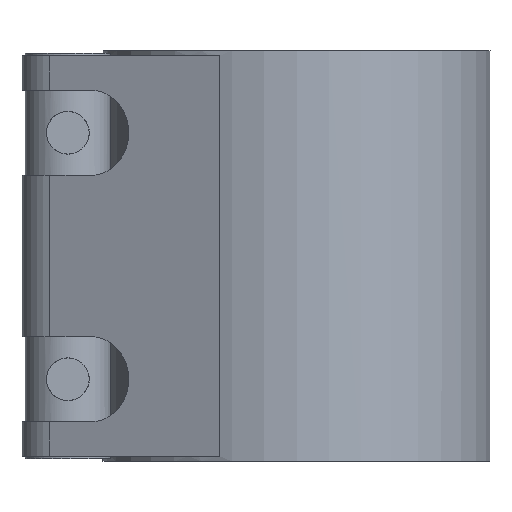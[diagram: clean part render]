
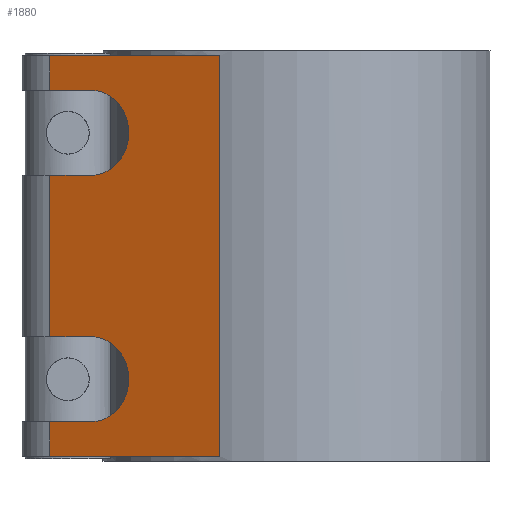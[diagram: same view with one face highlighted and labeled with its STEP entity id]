
A CAD part, left-side view. The second image highlights one B-rep face of the part: STEP entity #1880.
In plain terms, the highlighted planar face has unit normal (-0.917, 0.398, 0).
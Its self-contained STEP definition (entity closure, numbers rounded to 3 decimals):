
#69=PLANE('',#2076);
#150=FACE_OUTER_BOUND('',#258,.T.);
#258=EDGE_LOOP('',(#1586,#1587,#1588,#1589,#1590,#1591,#1592,#1593,#1594,
#1595,#1596,#1597,#1598,#1599,#1600,#1601));
#390=CIRCLE('',#2058,7.75);
#393=CIRCLE('',#2063,7.75);
#396=CIRCLE('',#2068,7.75);
#398=CIRCLE('',#2072,7.75);
#507=LINE('',#3326,#667);
#515=LINE('',#3358,#675);
#520=LINE('',#3373,#680);
#523=LINE('',#3384,#683);
#527=LINE('',#3396,#687);
#529=LINE('',#3400,#689);
#532=LINE('',#3406,#692);
#533=LINE('',#3407,#693);
#534=LINE('',#3409,#694);
#535=LINE('',#3411,#695);
#536=LINE('',#3412,#696);
#537=LINE('',#3413,#697);
#667=VECTOR('',#2450,10.);
#675=VECTOR('',#2484,10.);
#680=VECTOR('',#2499,10.);
#683=VECTOR('',#2510,10.);
#687=VECTOR('',#2522,10.);
#689=VECTOR('',#2526,10.);
#692=VECTOR('',#2533,10.);
#693=VECTOR('',#2534,10.);
#694=VECTOR('',#2535,10.);
#695=VECTOR('',#2536,10.);
#696=VECTOR('',#2537,10.);
#697=VECTOR('',#2538,10.);
#875=VERTEX_POINT('',#3323);
#876=VERTEX_POINT('',#3325);
#885=VERTEX_POINT('',#3348);
#886=VERTEX_POINT('',#3350);
#887=VERTEX_POINT('',#3356);
#890=VERTEX_POINT('',#3363);
#891=VERTEX_POINT('',#3365);
#892=VERTEX_POINT('',#3371);
#895=VERTEX_POINT('',#3378);
#896=VERTEX_POINT('',#3380);
#899=VERTEX_POINT('',#3390);
#900=VERTEX_POINT('',#3392);
#901=VERTEX_POINT('',#3399);
#902=VERTEX_POINT('',#3405);
#903=VERTEX_POINT('',#3408);
#904=VERTEX_POINT('',#3410);
#1112=EDGE_CURVE('',#875,#876,#507,.T.);
#1123=EDGE_CURVE('',#885,#886,#390,.T.);
#1128=EDGE_CURVE('',#885,#887,#515,.T.);
#1131=EDGE_CURVE('',#890,#891,#393,.T.);
#1136=EDGE_CURVE('',#890,#892,#520,.T.);
#1139=EDGE_CURVE('',#895,#896,#396,.T.);
#1141=EDGE_CURVE('',#895,#891,#523,.T.);
#1145=EDGE_CURVE('',#899,#900,#398,.T.);
#1147=EDGE_CURVE('',#899,#886,#527,.T.);
#1149=EDGE_CURVE('',#901,#896,#529,.T.);
#1153=EDGE_CURVE('',#892,#902,#532,.T.);
#1154=EDGE_CURVE('',#902,#876,#533,.T.);
#1155=EDGE_CURVE('',#875,#903,#534,.T.);
#1156=EDGE_CURVE('',#903,#904,#535,.T.);
#1157=EDGE_CURVE('',#904,#900,#536,.T.);
#1158=EDGE_CURVE('',#887,#901,#537,.T.);
#1586=ORIENTED_EDGE('',*,*,#1149,.T.);
#1587=ORIENTED_EDGE('',*,*,#1139,.F.);
#1588=ORIENTED_EDGE('',*,*,#1141,.T.);
#1589=ORIENTED_EDGE('',*,*,#1131,.F.);
#1590=ORIENTED_EDGE('',*,*,#1136,.T.);
#1591=ORIENTED_EDGE('',*,*,#1153,.T.);
#1592=ORIENTED_EDGE('',*,*,#1154,.T.);
#1593=ORIENTED_EDGE('',*,*,#1112,.F.);
#1594=ORIENTED_EDGE('',*,*,#1155,.T.);
#1595=ORIENTED_EDGE('',*,*,#1156,.T.);
#1596=ORIENTED_EDGE('',*,*,#1157,.T.);
#1597=ORIENTED_EDGE('',*,*,#1145,.F.);
#1598=ORIENTED_EDGE('',*,*,#1147,.T.);
#1599=ORIENTED_EDGE('',*,*,#1123,.F.);
#1600=ORIENTED_EDGE('',*,*,#1128,.T.);
#1601=ORIENTED_EDGE('',*,*,#1158,.T.);
#1880=ADVANCED_FACE('',(#150),#69,.T.);
#2058=AXIS2_PLACEMENT_3D('',#3351,#2475,#2476);
#2063=AXIS2_PLACEMENT_3D('',#3366,#2490,#2491);
#2068=AXIS2_PLACEMENT_3D('',#3381,#2505,#2506);
#2072=AXIS2_PLACEMENT_3D('',#3393,#2517,#2518);
#2076=AXIS2_PLACEMENT_3D('',#3404,#2531,#2532);
#2450=DIRECTION('',(0.,0.,-1.));
#2475=DIRECTION('center_axis',(-0.917,0.398,0.));
#2476=DIRECTION('ref_axis',(-0.281,-0.649,-0.707));
#2484=DIRECTION('',(0.398,0.917,0.));
#2490=DIRECTION('center_axis',(-0.917,0.398,0.));
#2491=DIRECTION('ref_axis',(-0.281,-0.649,-0.707));
#2499=DIRECTION('',(0.398,0.917,0.));
#2505=DIRECTION('center_axis',(-0.917,0.398,0.));
#2506=DIRECTION('ref_axis',(-0.281,-0.649,0.707));
#2510=DIRECTION('',(0.,0.,-1.));
#2517=DIRECTION('center_axis',(-0.917,0.398,0.));
#2518=DIRECTION('ref_axis',(-0.281,-0.649,0.707));
#2522=DIRECTION('',(0.,0.,-1.));
#2526=DIRECTION('',(-0.398,-0.917,0.));
#2531=DIRECTION('center_axis',(-0.917,0.398,0.));
#2532=DIRECTION('ref_axis',(0.,0.,1.));
#2533=DIRECTION('',(0.,0.,-1.));
#2534=DIRECTION('',(-0.398,-0.917,0.));
#2535=DIRECTION('',(0.398,0.917,0.));
#2536=DIRECTION('',(0.,0.,-1.));
#2537=DIRECTION('',(-0.398,-0.917,0.));
#2538=DIRECTION('',(0.,0.,-1.));
#3323=CARTESIAN_POINT('',(-33.301,14.448,37.5));
#3325=CARTESIAN_POINT('',(-33.301,14.448,-37.5));
#3326=CARTESIAN_POINT('',(-33.301,14.448,0.));
#3348=CARTESIAN_POINT('',(-22.824,38.596,15.1));
#3350=CARTESIAN_POINT('',(-25.908,31.486,22.85));
#3351=CARTESIAN_POINT('Origin',(-22.824,38.596,22.85));
#3356=CARTESIAN_POINT('',(-19.489,46.281,15.1));
#3358=CARTESIAN_POINT('',(-25.751,31.849,15.1));
#3363=CARTESIAN_POINT('',(-22.824,38.596,-31.1));
#3365=CARTESIAN_POINT('',(-25.908,31.486,-23.35));
#3366=CARTESIAN_POINT('Origin',(-22.824,38.596,-23.35));
#3371=CARTESIAN_POINT('',(-19.489,46.281,-31.1));
#3373=CARTESIAN_POINT('',(-25.751,31.849,-31.1));
#3378=CARTESIAN_POINT('',(-25.908,31.486,-22.85));
#3380=CARTESIAN_POINT('',(-22.824,38.596,-15.1));
#3381=CARTESIAN_POINT('Origin',(-22.824,38.596,-22.85));
#3384=CARTESIAN_POINT('',(-25.908,31.486,-23.1));
#3390=CARTESIAN_POINT('',(-25.908,31.486,23.35));
#3392=CARTESIAN_POINT('',(-22.824,38.596,31.1));
#3393=CARTESIAN_POINT('Origin',(-22.824,38.596,23.35));
#3396=CARTESIAN_POINT('',(-25.908,31.486,0.));
#3399=CARTESIAN_POINT('',(-19.489,46.281,-15.1));
#3400=CARTESIAN_POINT('',(-25.751,31.849,-15.1));
#3404=CARTESIAN_POINT('Origin',(-33.301,14.448,0.));
#3405=CARTESIAN_POINT('',(-19.489,46.281,-37.5));
#3406=CARTESIAN_POINT('',(-19.489,46.281,0.));
#3407=CARTESIAN_POINT('',(-19.489,46.281,-37.5));
#3408=CARTESIAN_POINT('',(-19.489,46.281,37.5));
#3409=CARTESIAN_POINT('',(-19.489,46.281,37.5));
#3410=CARTESIAN_POINT('',(-19.489,46.281,31.1));
#3411=CARTESIAN_POINT('',(-19.489,46.281,0.));
#3412=CARTESIAN_POINT('',(-25.751,31.849,31.1));
#3413=CARTESIAN_POINT('',(-19.489,46.281,0.));
